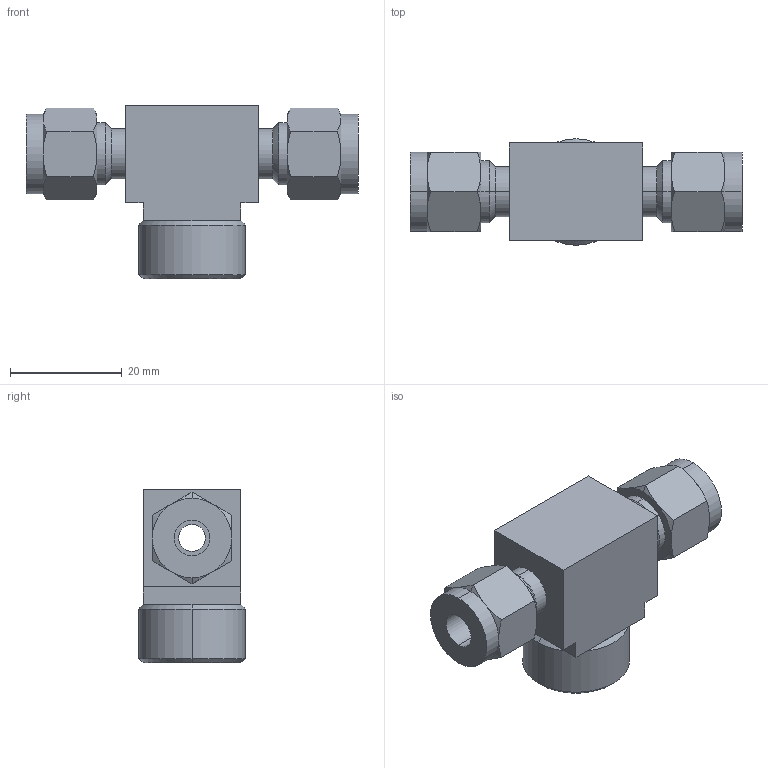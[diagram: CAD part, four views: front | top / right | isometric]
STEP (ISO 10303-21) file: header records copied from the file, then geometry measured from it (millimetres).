
FILE_DESCRIPTION(('starvars output'),'2;1');
FILE_NAME('cv20221130212218000015215.stp','21:22:18 2022/11/30',( 'Thomas Industrial Network Germany GmbH'),( 'Thomas Industrial Network Germany GmbH'),'unknown preprocess','ACIS' ,'unknown authorization');
FILE_SCHEMA(('AUTOMOTIVE_DESIGN_CC2 {UNKNOWN IMPLEMENTATION LEVEL}'));
Length unit declared in the file: millimetre
Products named in the file (1): PRODUCT_ID_1
Bounding box: 59.44 x 19.05 x 31.08 mm (x, y, z)
Volume: 12857.9 mm3; surface area: 6649.1 mm2
Topology: 1 solids, 1 shells, 101 faces, 219 edges, 126 vertices
Faces by surface type: cone 46, plane 33, cylinder 22
Entity records: 3091 total; most frequent: CARTESIAN_POINT 519, ORIENTED_EDGE 438, DIRECTION 241, EDGE_CURVE 219, VERTEX_POINT 126, EDGE_LOOP 111, FACE_BOUND 111, STYLED_ITEM 102
